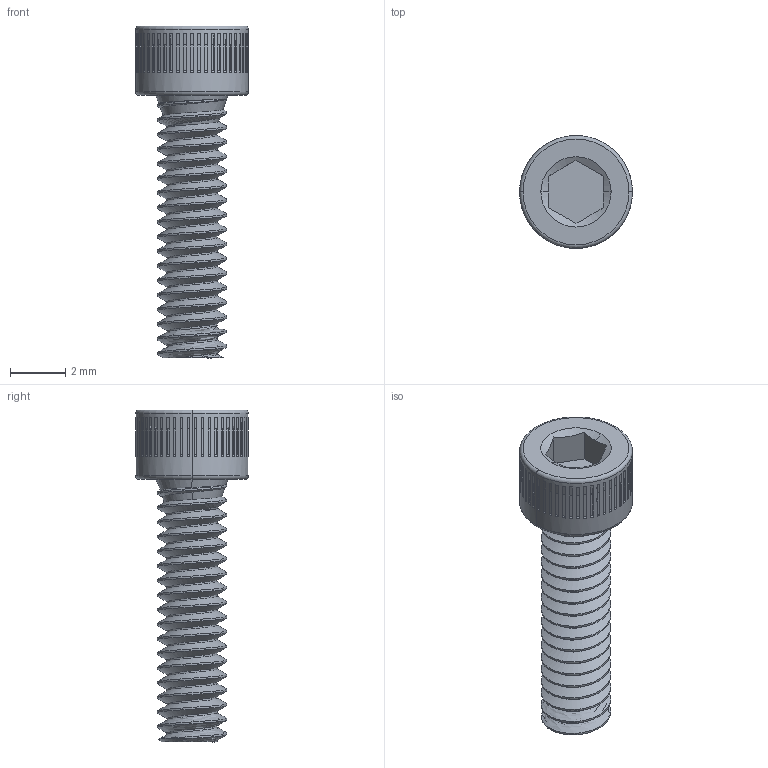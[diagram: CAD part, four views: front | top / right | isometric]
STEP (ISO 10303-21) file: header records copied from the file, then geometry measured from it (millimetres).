
FILE_DESCRIPTION (( 'STEP AP203' ), '1' );
FILE_NAME ('91251A094_Black-Oxide Alloy Steel Socket Head Screw.STEP', '2022-11-21T18:56:50', ( 'Administrator' ), ( 'Managed by Terraform' ), 'SwSTEP 2.0', 'SolidWorks 2017', '' );
FILE_SCHEMA (( 'CONFIG_CONTROL_DESIGN' ));
Length unit declared in the file: inch
Products named in the file (1): 91251A094_Black-Oxide Alloy Steel Socket Head Screw
Bounding box: 4.09 x 4.09 x 12.04 mm (x, y, z)
Volume: 64.7 mm3; surface area: 179 mm2
Topology: 1 solids, 1 shells, 413 faces, 1012 edges, 653 vertices
Faces by surface type: plane 210, cone 108, cylinder 88, torus 4, bspline 3
Entity records: 14440 total; most frequent: CARTESIAN_POINT 4591, DIRECTION 2058, ORIENTED_EDGE 2024, EDGE_CURVE 1012, AXIS2_PLACEMENT_3D 731, VERTEX_POINT 653, LINE 596, VECTOR 596
